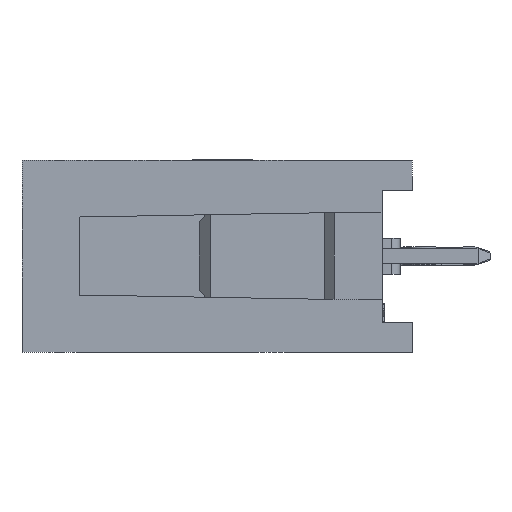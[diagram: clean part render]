
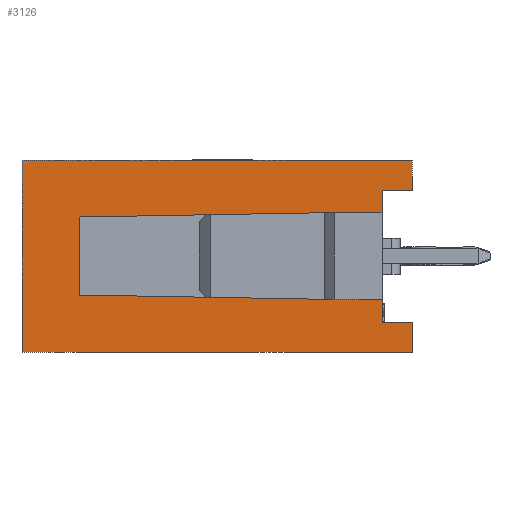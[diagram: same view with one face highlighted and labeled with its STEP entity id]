
A CAD part, left-side view. The second image highlights one B-rep face of the part: STEP entity #3126.
In plain terms, the highlighted planar face has unit normal (-1, 0, 0).
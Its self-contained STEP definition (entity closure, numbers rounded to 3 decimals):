
#660=CARTESIAN_POINT('',(0.,-1.,0.));
#661=VERTEX_POINT('',#660);
#668=CARTESIAN_POINT('',(0.,12.,0.));
#669=VERTEX_POINT('',#668);
#670=CARTESIAN_POINT('',(0.,-1.,0.));
#671=DIRECTION('',(0.,1.,0.));
#672=VECTOR('',#671,13.);
#673=LINE('',#670,#672);
#674=EDGE_CURVE('',#661,#669,#673,.T.);
#943=CARTESIAN_POINT('',(0.,12.,6.4));
#944=VERTEX_POINT('',#943);
#951=CARTESIAN_POINT('',(0.,-1.,6.4));
#952=VERTEX_POINT('',#951);
#953=CARTESIAN_POINT('',(0.,12.,6.4));
#954=DIRECTION('',(0.,-1.,0.));
#955=VECTOR('',#954,13.);
#956=LINE('',#953,#955);
#957=EDGE_CURVE('',#944,#952,#956,.T.);
#2080=CARTESIAN_POINT('',(0.,0.,5.4));
#2081=VERTEX_POINT('',#2080);
#2088=CARTESIAN_POINT('',(0.,0.,4.648));
#2089=VERTEX_POINT('',#2088);
#2090=CARTESIAN_POINT('',(0.,0.,5.4));
#2091=DIRECTION('',(0.,0.,-1.));
#2092=VECTOR('',#2091,0.752);
#2093=LINE('',#2090,#2092);
#2094=EDGE_CURVE('',#2081,#2089,#2093,.T.);
#2112=CARTESIAN_POINT('',(0.,0.,1.752));
#2113=VERTEX_POINT('',#2112);
#2120=CARTESIAN_POINT('',(0.,0.,1.));
#2121=VERTEX_POINT('',#2120);
#2122=CARTESIAN_POINT('',(0.,0.,1.752));
#2123=DIRECTION('',(0.,0.,-1.));
#2124=VECTOR('',#2123,0.752);
#2125=LINE('',#2122,#2124);
#2126=EDGE_CURVE('',#2113,#2121,#2125,.T.);
#3031=CARTESIAN_POINT('',(0.,-1.,1.));
#3032=VERTEX_POINT('',#3031);
#3039=CARTESIAN_POINT('',(0.,-1.,1.));
#3040=DIRECTION('',(0.,0.,-1.));
#3041=VECTOR('',#3040,1.);
#3042=LINE('',#3039,#3041);
#3043=EDGE_CURVE('',#3032,#661,#3042,.T.);
#3050=CARTESIAN_POINT('',(0.,0.,3.2));
#3051=DIRECTION('',(0.,1.,0.));
#3052=DIRECTION('',(-1.,0.,0.));
#3053=AXIS2_PLACEMENT_3D('',#3050,#3052,#3051);
#3054=PLANE('',#3053);
#3055=CARTESIAN_POINT('',(0.,10.1,1.9));
#3056=VERTEX_POINT('',#3055);
#3057=CARTESIAN_POINT('',(0.,10.1,4.5));
#3058=VERTEX_POINT('',#3057);
#3059=CARTESIAN_POINT('',(0.,10.1,1.9));
#3060=DIRECTION('',(0.,0.,1.));
#3061=VECTOR('',#3060,2.6);
#3062=LINE('',#3059,#3061);
#3063=EDGE_CURVE('',#3056,#3058,#3062,.T.);
#3064=ORIENTED_EDGE('',*,*,#3063,.T.);
#3065=CARTESIAN_POINT('',(0.,1.6,4.648));
#3066=VERTEX_POINT('',#3065);
#3067=CARTESIAN_POINT('',(0.,10.1,4.5));
#3068=DIRECTION('',(0.,-1.,0.017));
#3069=VECTOR('',#3068,8.501);
#3070=LINE('',#3067,#3069);
#3071=EDGE_CURVE('',#3058,#3066,#3070,.T.);
#3072=ORIENTED_EDGE('',*,*,#3071,.T.);
#3073=CARTESIAN_POINT('',(0.,1.6,4.648));
#3074=DIRECTION('',(0.,-1.,0.));
#3075=VECTOR('',#3074,1.6);
#3076=LINE('',#3073,#3075);
#3077=EDGE_CURVE('',#3066,#2089,#3076,.T.);
#3078=ORIENTED_EDGE('',*,*,#3077,.T.);
#3079=ORIENTED_EDGE('',*,*,#2094,.F.);
#3080=CARTESIAN_POINT('',(0.,-1.,5.4));
#3081=VERTEX_POINT('',#3080);
#3082=CARTESIAN_POINT('',(0.,0.,5.4));
#3083=DIRECTION('',(0.,-1.,0.));
#3084=VECTOR('',#3083,1.);
#3085=LINE('',#3082,#3084);
#3086=EDGE_CURVE('',#2081,#3081,#3085,.T.);
#3087=ORIENTED_EDGE('',*,*,#3086,.T.);
#3088=CARTESIAN_POINT('',(0.,-1.,5.4));
#3089=DIRECTION('',(0.,0.,1.));
#3090=VECTOR('',#3089,1.);
#3091=LINE('',#3088,#3090);
#3092=EDGE_CURVE('',#3081,#952,#3091,.T.);
#3093=ORIENTED_EDGE('',*,*,#3092,.T.);
#3094=ORIENTED_EDGE('',*,*,#957,.F.);
#3095=CARTESIAN_POINT('',(0.,12.,6.4));
#3096=DIRECTION('',(0.,0.,-1.));
#3097=VECTOR('',#3096,6.4);
#3098=LINE('',#3095,#3097);
#3099=EDGE_CURVE('',#944,#669,#3098,.T.);
#3100=ORIENTED_EDGE('',*,*,#3099,.T.);
#3101=ORIENTED_EDGE('',*,*,#674,.F.);
#3102=ORIENTED_EDGE('',*,*,#3043,.F.);
#3103=CARTESIAN_POINT('',(0.,-1.,1.));
#3104=DIRECTION('',(0.,1.,0.));
#3105=VECTOR('',#3104,1.);
#3106=LINE('',#3103,#3105);
#3107=EDGE_CURVE('',#3032,#2121,#3106,.T.);
#3108=ORIENTED_EDGE('',*,*,#3107,.T.);
#3109=ORIENTED_EDGE('',*,*,#2126,.F.);
#3110=CARTESIAN_POINT('',(0.,1.6,1.752));
#3111=VERTEX_POINT('',#3110);
#3112=CARTESIAN_POINT('',(0.,0.,1.752));
#3113=DIRECTION('',(0.,1.,0.));
#3114=VECTOR('',#3113,1.6);
#3115=LINE('',#3112,#3114);
#3116=EDGE_CURVE('',#2113,#3111,#3115,.T.);
#3117=ORIENTED_EDGE('',*,*,#3116,.T.);
#3118=CARTESIAN_POINT('',(0.,1.6,1.752));
#3119=DIRECTION('',(0.,1.,0.017));
#3120=VECTOR('',#3119,8.501);
#3121=LINE('',#3118,#3120);
#3122=EDGE_CURVE('',#3111,#3056,#3121,.T.);
#3123=ORIENTED_EDGE('',*,*,#3122,.T.);
#3124=EDGE_LOOP('',(#3064,#3072,#3078,#3079,#3087,#3093,#3094,#3100,#3101,#3102,#3108,#3109,#3117,#3123));
#3125=FACE_OUTER_BOUND('',#3124,.T.);
#3126=ADVANCED_FACE('',(#3125),#3054,.T.);
